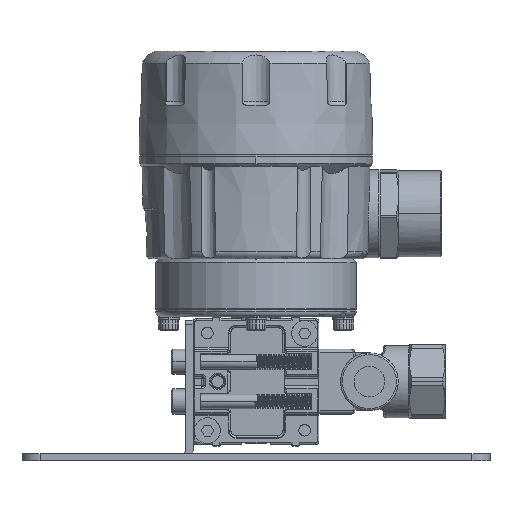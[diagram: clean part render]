
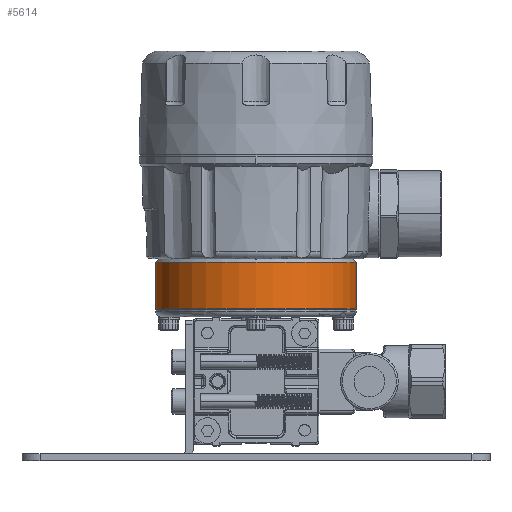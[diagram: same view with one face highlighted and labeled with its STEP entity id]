
A CAD part, left-side view. The second image highlights one B-rep face of the part: STEP entity #5614.
In plain terms, the highlighted cylindrical face has radius 27.8 mm (diameter 55.6 mm), a partial arc.
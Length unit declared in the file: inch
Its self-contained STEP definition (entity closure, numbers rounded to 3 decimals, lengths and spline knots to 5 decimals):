
#2159 = ORIENTED_EDGE ( 'NONE', *, *, #96985, .T. ) ;
#3060 = VERTEX_POINT ( 'NONE', #27133 ) ;
#4478 = CARTESIAN_POINT ( 'NONE',  ( -1.1915, -2.26133, -1.44183 ) ) ;
#5614 = ADVANCED_FACE ( 'NONE', ( #100516 ), #75103, .T. ) ;
#10722 = CARTESIAN_POINT ( 'NONE',  ( -1.1915, -2.26133, -1.42903 ) ) ;
#13692 = CARTESIAN_POINT ( 'NONE',  ( -1.1915, -0.07235, -1.44183 ) ) ;
#14879 = CARTESIAN_POINT ( 'NONE',  ( -1.1915, -1.16684, -1.42903 ) ) ;
#17138 = DIRECTION ( 'NONE',  ( 0., 0., -1. ) ) ;
#17749 = CARTESIAN_POINT ( 'NONE',  ( -1.1915, -0.07235, -0.91722 ) ) ;
#20336 = CIRCLE ( 'NONE', #113612, 1.09449 ) ;
#27133 = CARTESIAN_POINT ( 'NONE',  ( -1.1915, -2.26133, -0.91722 ) ) ;
#28525 = ORIENTED_EDGE ( 'NONE', *, *, #99824, .T. ) ;
#28822 = AXIS2_PLACEMENT_3D ( 'NONE', #32261, #95044, #42401 ) ;
#32261 = CARTESIAN_POINT ( 'NONE',  ( -1.1915, -1.16684, -1.44183 ) ) ;
#33678 = CARTESIAN_POINT ( 'NONE',  ( -1.1915, -0.07235, -1.42903 ) ) ;
#42401 = DIRECTION ( 'NONE',  ( 0., -1., 0. ) ) ;
#42600 = EDGE_CURVE ( 'NONE', #81614, #92454, #20336, .T. ) ;
#43757 = VECTOR ( 'NONE', #111243, 39.37008 ) ;
#45037 = DIRECTION ( 'NONE',  ( 0., -1., 0. ) ) ;
#45488 = CIRCLE ( 'NONE', #115351, 1.09449 ) ;
#48304 = DIRECTION ( 'NONE',  ( 0., 0., 1. ) ) ;
#52227 = LINE ( 'NONE', #4478, #43757 ) ;
#55663 = ORIENTED_EDGE ( 'NONE', *, *, #70761, .F. ) ;
#56927 = ORIENTED_EDGE ( 'NONE', *, *, #42600, .F. ) ;
#60083 = DIRECTION ( 'NONE',  ( 0., -1., 0. ) ) ;
#69306 = EDGE_LOOP ( 'NONE', ( #55663, #56927, #2159, #28525 ) ) ;
#69478 = DIRECTION ( 'NONE',  ( 0., 0., -1. ) ) ;
#70761 = EDGE_CURVE ( 'NONE', #92454, #104816, #74428, .T. ) ;
#74428 = LINE ( 'NONE', #13692, #94066 ) ;
#75103 = CYLINDRICAL_SURFACE ( 'NONE', #28822, 1.09449 ) ;
#81614 = VERTEX_POINT ( 'NONE', #10722 ) ;
#89028 = CARTESIAN_POINT ( 'NONE',  ( -1.1915, -1.16684, -0.91722 ) ) ;
#92454 = VERTEX_POINT ( 'NONE', #33678 ) ;
#94066 = VECTOR ( 'NONE', #48304, 39.37008 ) ;
#95044 = DIRECTION ( 'NONE',  ( 0., 0., 1. ) ) ;
#96985 = EDGE_CURVE ( 'NONE', #81614, #3060, #52227, .T. ) ;
#99824 = EDGE_CURVE ( 'NONE', #3060, #104816, #45488, .T. ) ;
#100516 = FACE_OUTER_BOUND ( 'NONE', #69306, .T. ) ;
#104816 = VERTEX_POINT ( 'NONE', #17749 ) ;
#111243 = DIRECTION ( 'NONE',  ( 0., 0., 1. ) ) ;
#113612 = AXIS2_PLACEMENT_3D ( 'NONE', #14879, #69478, #60083 ) ;
#115351 = AXIS2_PLACEMENT_3D ( 'NONE', #89028, #17138, #45037 ) ;
